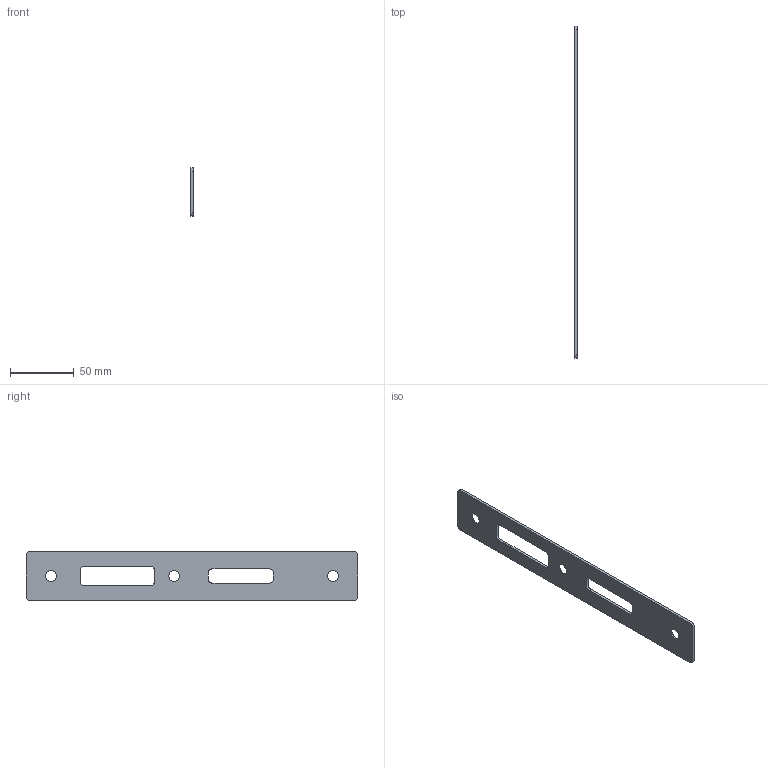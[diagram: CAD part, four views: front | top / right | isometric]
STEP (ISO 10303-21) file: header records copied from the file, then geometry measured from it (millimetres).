
FILE_DESCRIPTION(('Creo Elements/Direct Modeling STEP Export'),'2;1');
FILE_NAME('44.0455.1_Schliessblech_.stp','2022-03-21T 8:55:04',(''),(''),'PTC Creo Elements/Direct Modeling STEP processor for AP214 (Solid Model)','PTC Creo Elements/Direct Modeling 19.0C 15-Aug-2015 (C) Parametric Technology GmbH','');
FILE_SCHEMA(('AUTOMOTIVE_DESIGN { 1 0 10303 214 1 1 1 1 }'));
Length unit declared in the file: millimetre
Products named in the file (2): Schliessblech_44.0455.1_PX171671
Assembly tree (1 placements, depth 2):
  Schliessblech_44.0455.1_PX171671
    Schliessblech_44.0455.1_PX171671
Bounding box: 2 x 260 x 38 mm (x, y, z)
Volume: 16529.8 mm3; surface area: 18391.3 mm2
Topology: 1 solids, 1 shells, 38 faces, 102 edges, 66 vertices
Faces by surface type: cylinder 18, plane 14, cone 6
Entity records: 1220 total; most frequent: DIRECTION 206, ORIENTED_EDGE 204, CARTESIAN_POINT 199, EDGE_CURVE 102, AXIS2_PLACEMENT_3D 73, VERTEX_POINT 66, VECTOR 60, LINE 60
